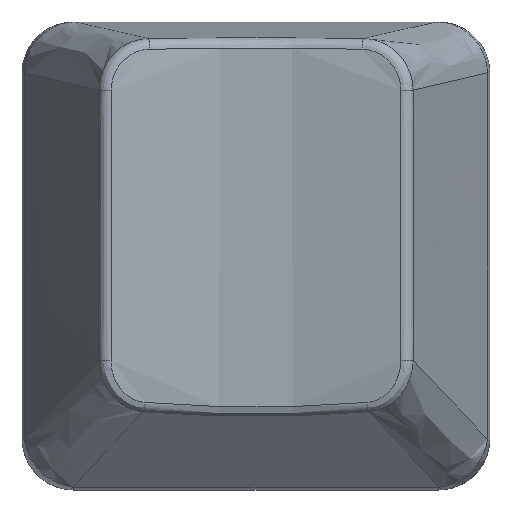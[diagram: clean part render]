
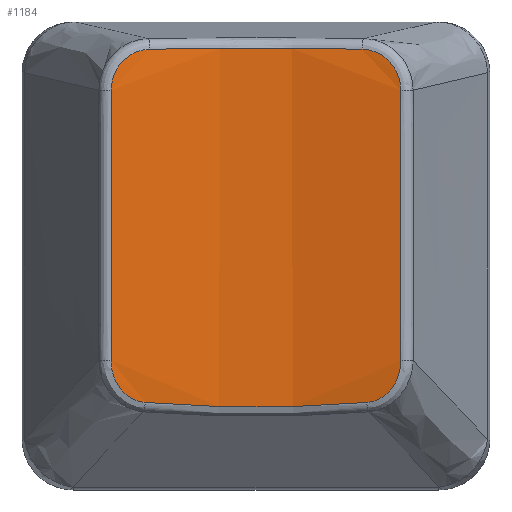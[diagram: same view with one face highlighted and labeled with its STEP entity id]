
A CAD part, top view. The second image highlights one B-rep face of the part: STEP entity #1184.
In plain terms, the highlighted free-form (B-spline) face has degree [1, 2] with [2, 3] control points.
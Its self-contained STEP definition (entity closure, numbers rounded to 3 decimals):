
#17=(
BOUNDED_SURFACE()
B_SPLINE_SURFACE(1,2,((#2397,#2398,#2399),(#2400,#2401,#2402)),
 .UNSPECIFIED.,.F.,.F.,.F.)
B_SPLINE_SURFACE_WITH_KNOTS((2,2),(3,3),(-0.594,0.053),
(-1.834,-1.307),.UNSPECIFIED.)
GEOMETRIC_REPRESENTATION_ITEM()
RATIONAL_B_SPLINE_SURFACE(((1.,0.965,1.),(1.,0.965,
1.)))
REPRESENTATION_ITEM('')
SURFACE()
);
#207=FACE_OUTER_BOUND('',#281,.T.);
#281=EDGE_LOOP('',(#894,#895,#896,#897,#898,#899,#900,#901));
#357=B_SPLINE_CURVE_WITH_KNOTS('',3,(#2112,#2113,#2114,#2115),
 .UNSPECIFIED.,.F.,.F.,(4,4),(0.,0.882),.UNSPECIFIED.);
#358=B_SPLINE_CURVE_WITH_KNOTS('',3,(#2148,#2149,#2150,#2151,#2152,#2153),
 .UNSPECIFIED.,.F.,.F.,(4,1,1,4),(0.,0.067,
0.135,0.236),.UNSPECIFIED.);
#359=B_SPLINE_CURVE_WITH_KNOTS('',3,(#2176,#2177,#2178,#2179),
 .UNSPECIFIED.,.F.,.F.,(4,4),(0.,1.049),.UNSPECIFIED.);
#361=B_SPLINE_CURVE_WITH_KNOTS('',3,(#2213,#2214,#2215,#2216,#2217),
 .UNSPECIFIED.,.F.,.F.,(4,1,4),(0.,0.106,
0.248),.UNSPECIFIED.);
#363=B_SPLINE_CURVE_WITH_KNOTS('',3,(#2245,#2246,#2247,#2248),
 .UNSPECIFIED.,.F.,.F.,(4,4),(0.,0.843),
 .UNSPECIFIED.);
#365=B_SPLINE_CURVE_WITH_KNOTS('',3,(#2282,#2283,#2284,#2285,#2286),
 .UNSPECIFIED.,.F.,.F.,(4,1,4),(0.,0.106,
0.248),.UNSPECIFIED.);
#367=B_SPLINE_CURVE_WITH_KNOTS('',3,(#2313,#2314,#2315,#2316),
 .UNSPECIFIED.,.F.,.F.,(4,4),(0.,1.049),.UNSPECIFIED.);
#368=B_SPLINE_CURVE_WITH_KNOTS('',3,(#2347,#2348,#2349,#2350,#2351,#2352),
 .UNSPECIFIED.,.F.,.F.,(4,1,1,4),(0.,0.101,0.168,
0.236),.UNSPECIFIED.);
#489=VERTEX_POINT('',#2108);
#490=VERTEX_POINT('',#2110);
#491=VERTEX_POINT('',#2146);
#492=VERTEX_POINT('',#2174);
#493=VERTEX_POINT('',#2205);
#495=VERTEX_POINT('',#2238);
#497=VERTEX_POINT('',#2274);
#499=VERTEX_POINT('',#2307);
#630=EDGE_CURVE('',#490,#489,#357,.T.);
#632=EDGE_CURVE('',#489,#491,#358,.T.);
#634=EDGE_CURVE('',#491,#492,#359,.T.);
#637=EDGE_CURVE('',#492,#493,#361,.T.);
#640=EDGE_CURVE('',#493,#495,#363,.T.);
#643=EDGE_CURVE('',#495,#497,#365,.T.);
#646=EDGE_CURVE('',#497,#499,#367,.T.);
#647=EDGE_CURVE('',#499,#490,#368,.T.);
#894=ORIENTED_EDGE('',*,*,#630,.F.);
#895=ORIENTED_EDGE('',*,*,#647,.F.);
#896=ORIENTED_EDGE('',*,*,#646,.F.);
#897=ORIENTED_EDGE('',*,*,#643,.F.);
#898=ORIENTED_EDGE('',*,*,#640,.F.);
#899=ORIENTED_EDGE('',*,*,#637,.F.);
#900=ORIENTED_EDGE('',*,*,#634,.F.);
#901=ORIENTED_EDGE('',*,*,#632,.F.);
#1184=ADVANCED_FACE('',(#207),#17,.T.);
#2108=CARTESIAN_POINT('',(-4.294,-5.699,7.733));
#2110=CARTESIAN_POINT('',(4.294,-5.699,7.733));
#2112=CARTESIAN_POINT('Ctrl Pts',(4.294,-5.699,7.733));
#2113=CARTESIAN_POINT('Ctrl Pts',(1.476,-5.935,7.158));
#2114=CARTESIAN_POINT('Ctrl Pts',(-1.476,-5.935,7.158));
#2115=CARTESIAN_POINT('Ctrl Pts',(-4.294,-5.699,7.733));
#2146=CARTESIAN_POINT('',(-5.622,-4.074,8.075));
#2148=CARTESIAN_POINT('Ctrl Pts',(-4.294,-5.699,7.733));
#2149=CARTESIAN_POINT('Ctrl Pts',(-4.509,-5.681,7.777));
#2150=CARTESIAN_POINT('Ctrl Pts',(-4.929,-5.538,7.872));
#2151=CARTESIAN_POINT('Ctrl Pts',(-5.473,-4.973,8.018));
#2152=CARTESIAN_POINT('Ctrl Pts',(-5.622,-4.411,8.069));
#2153=CARTESIAN_POINT('Ctrl Pts',(-5.622,-4.074,8.075));
#2174=CARTESIAN_POINT('',(-5.618,6.417,8.257));
#2176=CARTESIAN_POINT('Ctrl Pts',(-5.622,-4.074,8.075));
#2177=CARTESIAN_POINT('Ctrl Pts',(-5.621,-0.577,
8.135));
#2178=CARTESIAN_POINT('Ctrl Pts',(-5.619,2.92,8.196));
#2179=CARTESIAN_POINT('Ctrl Pts',(-5.618,6.417,8.257));
#2205=CARTESIAN_POINT('',(-4.112,8.012,7.937));
#2213=CARTESIAN_POINT('Ctrl Pts',(-5.618,6.417,8.257));
#2214=CARTESIAN_POINT('Ctrl Pts',(-5.618,6.772,8.263));
#2215=CARTESIAN_POINT('Ctrl Pts',(-5.348,7.603,8.201));
#2216=CARTESIAN_POINT('Ctrl Pts',(-4.568,8.004,8.025));
#2217=CARTESIAN_POINT('Ctrl Pts',(-4.112,8.012,7.937));
#2238=CARTESIAN_POINT('',(4.112,8.012,7.937));
#2245=CARTESIAN_POINT('Ctrl Pts',(-4.112,8.012,7.937));
#2246=CARTESIAN_POINT('Ctrl Pts',(-1.405,8.059,7.413));
#2247=CARTESIAN_POINT('Ctrl Pts',(1.405,8.059,7.413));
#2248=CARTESIAN_POINT('Ctrl Pts',(4.112,8.012,7.937));
#2274=CARTESIAN_POINT('',(5.618,6.417,8.257));
#2282=CARTESIAN_POINT('Ctrl Pts',(4.112,8.012,7.937));
#2283=CARTESIAN_POINT('Ctrl Pts',(4.454,8.006,8.003));
#2284=CARTESIAN_POINT('Ctrl Pts',(5.246,7.711,8.175));
#2285=CARTESIAN_POINT('Ctrl Pts',(5.618,6.89,8.265));
#2286=CARTESIAN_POINT('Ctrl Pts',(5.618,6.417,8.257));
#2307=CARTESIAN_POINT('',(5.622,-4.074,8.075));
#2313=CARTESIAN_POINT('Ctrl Pts',(5.618,6.417,8.257));
#2314=CARTESIAN_POINT('Ctrl Pts',(5.619,2.92,8.196));
#2315=CARTESIAN_POINT('Ctrl Pts',(5.621,-0.577,8.135));
#2316=CARTESIAN_POINT('Ctrl Pts',(5.622,-4.074,8.075));
#2347=CARTESIAN_POINT('Ctrl Pts',(5.622,-4.074,8.075));
#2348=CARTESIAN_POINT('Ctrl Pts',(5.622,-4.411,8.069));
#2349=CARTESIAN_POINT('Ctrl Pts',(5.473,-4.973,8.018));
#2350=CARTESIAN_POINT('Ctrl Pts',(4.929,-5.538,7.872));
#2351=CARTESIAN_POINT('Ctrl Pts',(4.509,-5.681,7.777));
#2352=CARTESIAN_POINT('Ctrl Pts',(4.294,-5.699,7.733));
#2397=CARTESIAN_POINT('Ctrl Pts',(5.622,-5.907,8.043));
#2398=CARTESIAN_POINT('Ctrl Pts',(0.,-5.881,
6.53));
#2399=CARTESIAN_POINT('Ctrl Pts',(-5.622,-5.907,8.043));
#2400=CARTESIAN_POINT('Ctrl Pts',(5.622,8.043,8.286));
#2401=CARTESIAN_POINT('Ctrl Pts',(0.,8.07,
6.773));
#2402=CARTESIAN_POINT('Ctrl Pts',(-5.622,8.043,8.286));
